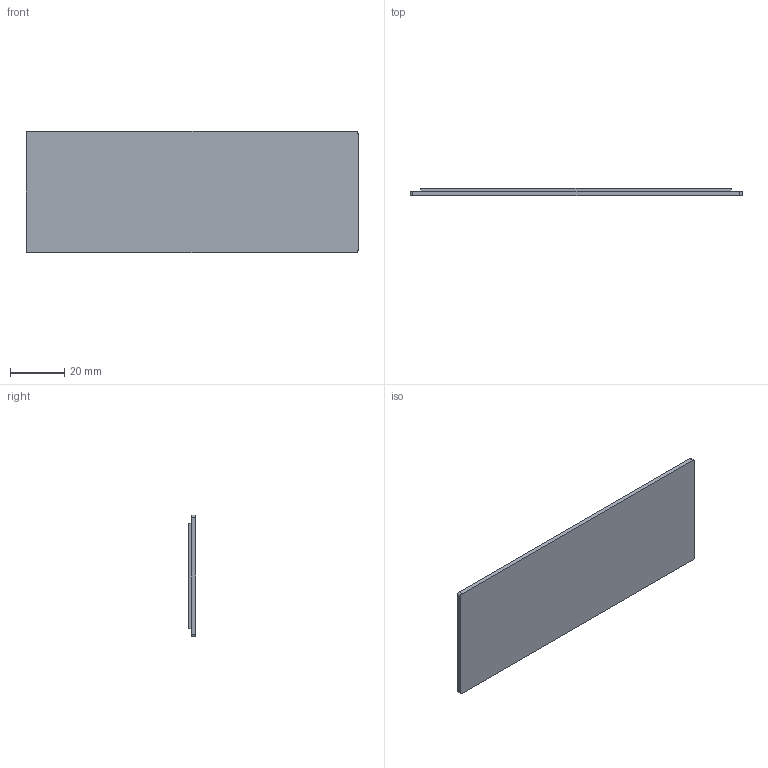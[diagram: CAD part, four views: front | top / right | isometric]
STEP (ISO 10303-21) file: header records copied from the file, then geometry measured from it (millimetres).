
FILE_DESCRIPTION((''),'2;1');
FILE_NAME('2015M-PR','2008-08-14T',('oluf'),(''),'PRO/ENGINEER BY PARAMETRIC TECHNOLOGY CORPORATION, 2002310','PRO/ENGINEER BY PARAMETRIC TECHNOLOGY CORPORATION, 2002310','');
FILE_SCHEMA(('CONFIG_CONTROL_DESIGN'));
Length unit declared in the file: millimetre
Products named in the file (1): 2015M-PR
Bounding box: 122.5 x 2.6 x 45 mm (x, y, z)
Volume: 13284.1 mm3; surface area: 11863.5 mm2
Topology: 1 solids, 1 shells, 15 faces, 36 edges, 24 vertices
Faces by surface type: plane 11, cylinder 4
Entity records: 476 total; most frequent: CARTESIAN_POINT 75, DIRECTION 74, ORIENTED_EDGE 72, EDGE_CURVE 36, VECTOR 28, LINE 28, VERTEX_POINT 24, AXIS2_PLACEMENT_3D 23
